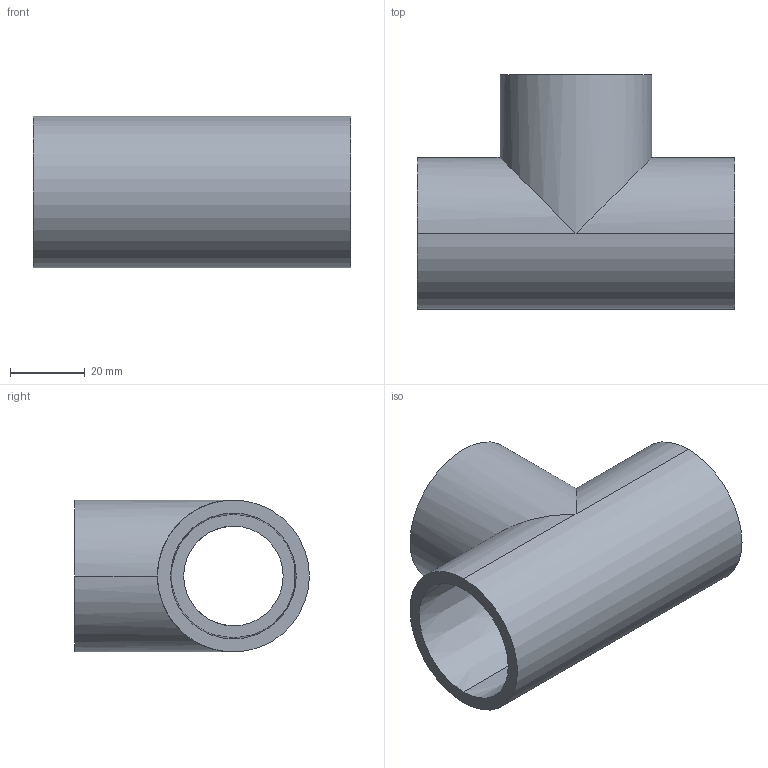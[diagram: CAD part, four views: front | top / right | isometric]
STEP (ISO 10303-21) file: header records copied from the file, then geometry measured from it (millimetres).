
FILE_DESCRIPTION (( 'STEP AP203' ), '1' );
FILE_NAME ('4880K43.step', '2013-04-10T20:39:50', ( 't2jrg' ), ( '' ), 'SwSTEP 2.0', 'SolidWorks 2010', '' );
FILE_SCHEMA (( 'CONFIG_CONTROL_DESIGN' ));
Length unit declared in the file: inch
Products named in the file (1): 4880K43
Bounding box: 84.99 x 62.83 x 40.67 mm (x, y, z)
Volume: 54214.7 mm3; surface area: 26002.2 mm2
Topology: 1 solids, 1 shells, 22 faces, 48 edges, 30 vertices
Faces by surface type: cylinder 10, cone 6, plane 6
Entity records: 695 total; most frequent: CARTESIAN_POINT 119, DIRECTION 112, ORIENTED_EDGE 96, EDGE_CURVE 48, AXIS2_PLACEMENT_3D 47, VERTEX_POINT 30, EDGE_LOOP 28, CIRCLE 24
